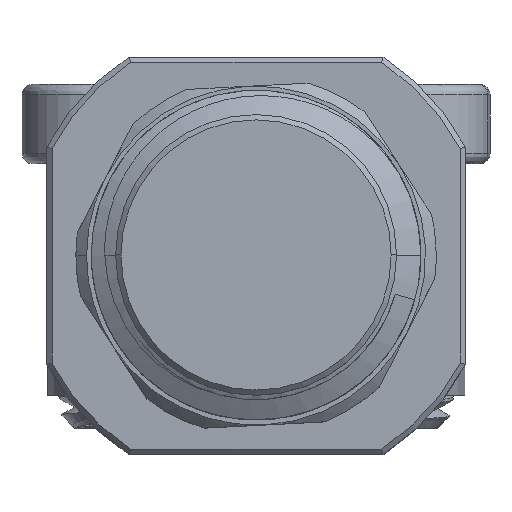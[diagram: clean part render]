
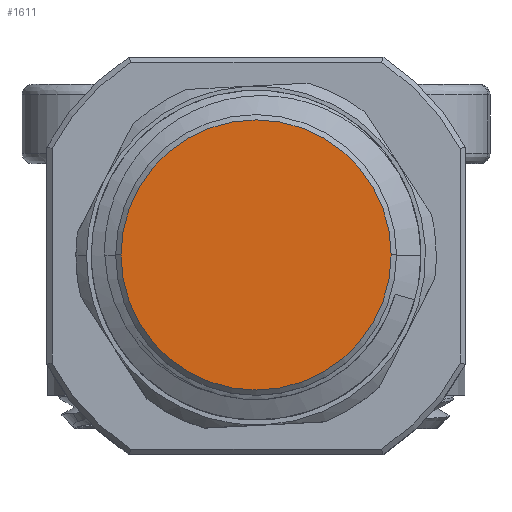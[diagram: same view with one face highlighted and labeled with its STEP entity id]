
A CAD part, top view. The second image highlights one B-rep face of the part: STEP entity #1611.
In plain terms, the highlighted planar face has unit normal (0, 0, 1).
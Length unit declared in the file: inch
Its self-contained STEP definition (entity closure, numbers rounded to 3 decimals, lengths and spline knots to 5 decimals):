
#1245 = EDGE_CURVE ( 'NONE', #5693, #4191, #6312, .T. ) ;
#1341 = ORIENTED_EDGE ( 'NONE', *, *, #1245, .F. ) ;
#1611 = ADVANCED_FACE ( 'NONE', ( #6693 ), #7814, .F. ) ;
#2312 = DIRECTION ( 'NONE',  ( -1., 0., 0. ) ) ;
#2712 = EDGE_LOOP ( 'NONE', ( #7176, #1341 ) ) ;
#2947 = DIRECTION ( 'NONE',  ( 0., 0., -1. ) ) ;
#3216 = CARTESIAN_POINT ( 'NONE',  ( 0.10039, 0., 0.32913 ) ) ;
#3595 = DIRECTION ( 'NONE',  ( -1., 0., 0. ) ) ;
#3609 = AXIS2_PLACEMENT_3D ( 'NONE', #7263, #2947, #3595 ) ;
#3822 = AXIS2_PLACEMENT_3D ( 'NONE', #4656, #3922, #6383 ) ;
#3922 = DIRECTION ( 'NONE',  ( 0., 0., -1. ) ) ;
#4191 = VERTEX_POINT ( 'NONE', #6581 ) ;
#4252 = CARTESIAN_POINT ( 'NONE',  ( 0., 0., 0.32913 ) ) ;
#4387 = AXIS2_PLACEMENT_3D ( 'NONE', #4252, #7233, #2312 ) ;
#4656 = CARTESIAN_POINT ( 'NONE',  ( 0., 0., 0.32913 ) ) ;
#5693 = VERTEX_POINT ( 'NONE', #3216 ) ;
#6312 = CIRCLE ( 'NONE', #4387, 0.10039 ) ;
#6335 = EDGE_CURVE ( 'NONE', #4191, #5693, #7309, .T. ) ;
#6383 = DIRECTION ( 'NONE',  ( -1., 0., 0. ) ) ;
#6581 = CARTESIAN_POINT ( 'NONE',  ( -0.10039, 0., 0.32913 ) ) ;
#6693 = FACE_OUTER_BOUND ( 'NONE', #2712, .T. ) ;
#7176 = ORIENTED_EDGE ( 'NONE', *, *, #6335, .F. ) ;
#7233 = DIRECTION ( 'NONE',  ( 0., 0., -1. ) ) ;
#7263 = CARTESIAN_POINT ( 'NONE',  ( -0.0054, 0.10419, 0.32913 ) ) ;
#7309 = CIRCLE ( 'NONE', #3822, 0.10039 ) ;
#7814 = PLANE ( 'NONE',  #3609 ) ;
